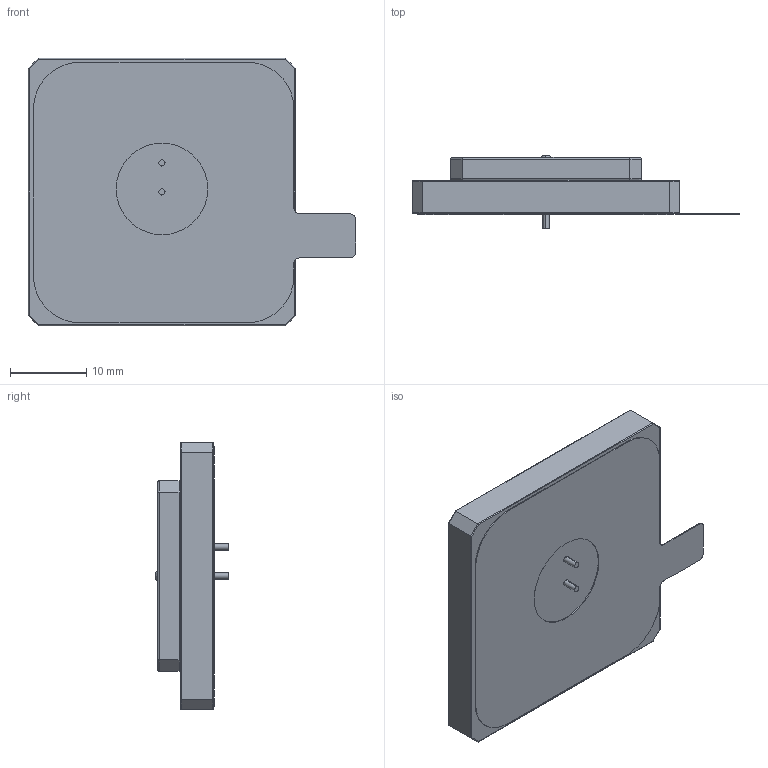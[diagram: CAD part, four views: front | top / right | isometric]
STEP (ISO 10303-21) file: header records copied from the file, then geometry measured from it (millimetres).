
FILE_DESCRIPTION (( 'STEP AP214' ), '1' );
FILE_NAME ('GPDF357A.STEP', '2020-06-29T09:18:38', ( '' ), ( '' ), 'SwSTEP 2.0', 'SolidWorks 2018', '' );
FILE_SCHEMA (( 'AUTOMOTIVE_DESIGN' ));
Length unit declared in the file: millimetre
Products named in the file (4): Double Sided Adhesive_GPDF357A; Patch-2(35x35x4.3mm); GPDF357A; Patch-1(25x25x3mm)
Assembly tree (3 placements, depth 2):
  GPDF357A
    Double Sided Adhesive_GPDF357A
    Patch-1(25x25x3mm)
    Patch-2(35x35x4.3mm)
Bounding box: 42.88 x 9.6 x 35 mm (x, y, z)
Volume: 7244.3 mm3; surface area: 6697.7 mm2
Topology: 3 solids, 3 shells, 337 faces, 869 edges, 568 vertices
Faces by surface type: plane 168, bspline 115, cylinder 54
Entity records: 14205 total; most frequent: CARTESIAN_POINT 5741, ORIENTED_EDGE 1738, DIRECTION 1101, EDGE_CURVE 869, VERTEX_POINT 568, LINE 565, VECTOR 565, EDGE_LOOP 369
